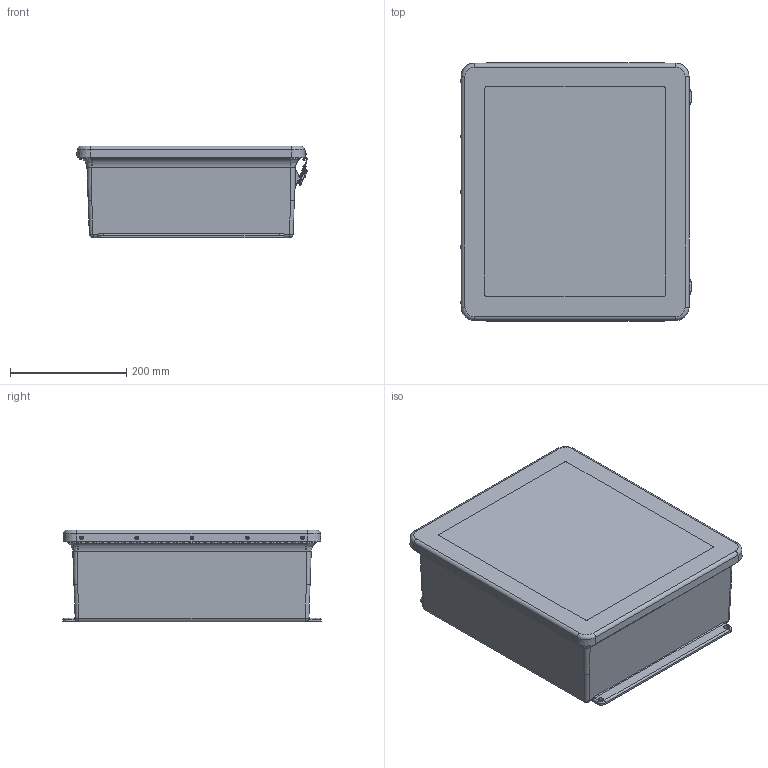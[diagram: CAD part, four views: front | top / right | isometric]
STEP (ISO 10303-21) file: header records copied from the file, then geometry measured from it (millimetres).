
FILE_DESCRIPTION(/* description */ (''),/* implementation_level */ '2;1');
FILE_NAME(/* name */ 'HW-J161406CHTLW.stp',/* time_stamp */ '2014-03-14T07:43:56-05:00',/* author */ ('pmescher'),/* organization */ (''),/* preprocessor_version */ 'ST-DEVELOPER v15.2',/* originating_system */ 'Autodesk Inventor 2014',/* authorisation */ '');
FILE_SCHEMA (('AUTOMOTIVE_DESIGN { 1 0 10303 214 3 1 1 }'));
Length unit declared in the file: inch
Products named in the file (29): J1614HL_3; RMINS45821P_83; RMINS45821P_84; RMINS45821P_85; RMINS45821P_86; J1614BHL; JW1614HLCVR; GASKET_1614; WINDOW_1614; WP1614HLU; RMHINGCOV15; RMHINGBOX15; RMHINGPIN15; RMHING15; RMRIV43; JONEA; JONEB; JONEC; JONED; JONEE; JONEF; JONEG; JONEH; JONEI; JONE; RMLATJLL150_9; RMLATJLL150_10; RMKEEPJLL150WT; JW1614HLL_STP
Bounding box: 397.48 x 445.29 x 157.7 mm (x, y, z)
Volume: 2671092.8 mm3; surface area: 1304315.2 mm2
Topology: 51 solids, 51 shells, 1279 faces, 3268 edges, 2127 vertices
Faces by surface type: plane 586, cylinder 500, bspline 78, cone 53, torus 48, sphere 14
Full cylindrical faces by diameter (mm): 2.159 x63, 2.4 x2, 2.7 x4, 3 x2, 3.175 x18, 3.25 x2, 3.302 x4, 3.327 x10, 3.5 x2, 3.556 x18, 3.861 x8, 3.962 x7, 4.2 x4, 4.609 x2, 4.618 x2, 4.7 x2, 4.9 x2, 5 x4, 5.3 x2, 5.537 x4, 6.35 x18, 6.858 x4, 13.3 x2, 13.5 x2
Entity records: 34911 total; most frequent: CARTESIAN_POINT 11271, DIRECTION 4957, ORIENTED_EDGE 4488, EDGE_CURVE 2244, AXIS2_PLACEMENT_3D 1850, VERTEX_POINT 1551, EDGE_LOOP 1313, LINE 1257
